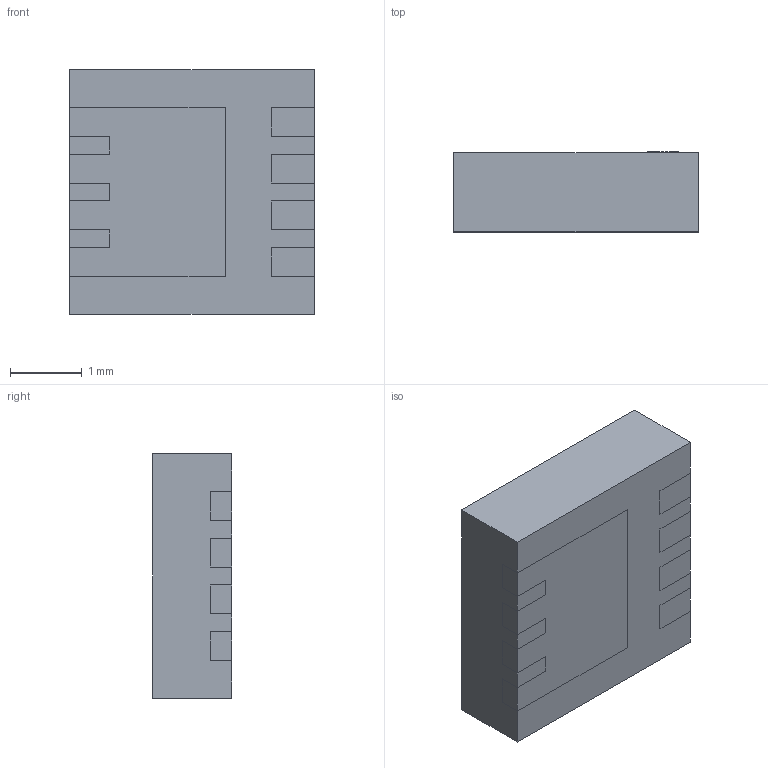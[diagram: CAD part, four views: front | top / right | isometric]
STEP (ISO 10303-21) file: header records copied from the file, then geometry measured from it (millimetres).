
FILE_DESCRIPTION (( 'STEP AP214' ), '1' );
FILE_NAME ('User Library-PG-TSDSON-8-1.STEP', '2018-12-20T12:34:00', ( '' ), ( '' ), 'SwSTEP 2.0', 'SolidWorks 2018', '' );
FILE_SCHEMA (( 'AUTOMOTIVE_DESIGN' ));
Length unit declared in the file: millimetre
Products named in the file (4): User Library-PG-TSDSON-8-1_dot___ _________; User Library-PG-TSDSON-8-1; User Library-PG-TSDSON-8-1_contacts___ _________; User Library-PG-TSDSON-8-1_pack___ _________
Assembly tree (3 placements, depth 2):
  User Library-PG-TSDSON-8-1
    User Library-PG-TSDSON-8-1_pack___ _________
    User Library-PG-TSDSON-8-1_contacts___ _________
    User Library-PG-TSDSON-8-1_dot___ _________
Bounding box: 3.4 x 1.11 x 3.4 mm (x, y, z)
Volume: 12.7 mm3; surface area: 60.2 mm2
Topology: 7 solids, 7 shells, 89 faces, 220 edges, 146 vertices
Faces by surface type: plane 83, cylinder 4, cone 2
Entity records: 3757 total; most frequent: CARTESIAN_POINT 461, ORIENTED_EDGE 440, DIRECTION 420, EDGE_CURVE 220, LINE 210, VECTOR 210, VERTEX_POINT 146, AXIS2_PLACEMENT_3D 105
